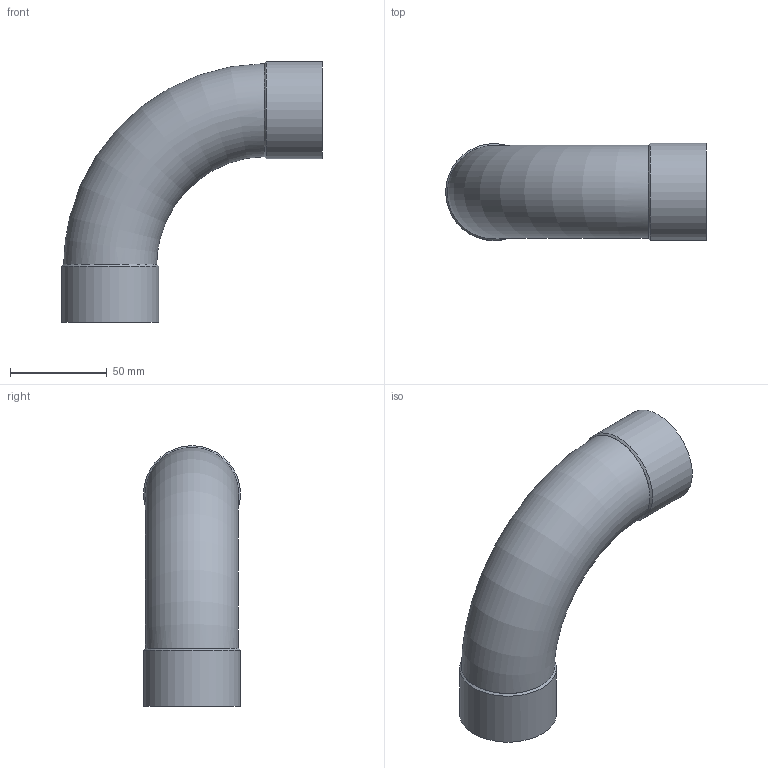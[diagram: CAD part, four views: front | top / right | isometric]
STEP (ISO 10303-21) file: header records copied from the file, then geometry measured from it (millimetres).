
FILE_DESCRIPTION(/* description */ (''),/* implementation_level */ '2;1');
FILE_NAME(/* name */ '40大弯.stp',/* time_stamp */ '2023-12-06T08:05:51+08:00',/* author */ (''),/* organization */ (''),/* preprocessor_version */ 'ST-DEVELOPER v16',/* originating_system */ 'SIEMENS PLM Software NX 10.0',/* authorisation */ '');
FILE_SCHEMA (('AUTOMOTIVE_DESIGN { 1 0 10303 214 3 1 1 1 }'));
Length unit declared in the file: millimetre
Products named in the file (1): gelv178029997xf5
Bounding box: 134.5 x 50 x 134.5 mm (x, y, z)
Volume: 111563.1 mm3; surface area: 52821.4 mm2
Topology: 1 solids, 1 shells, 14 faces, 34 edges, 22 vertices
Faces by surface type: cylinder 4, plane 4, cone 2, torus 2, bspline 2
Full cylindrical faces by diameter (mm): 40 x2, 50 x2
Entity records: 1290 total; most frequent: CARTESIAN_POINT 1023, DIRECTION 42, ORIENTED_EDGE 36, EDGE_LOOP 26, FACE_BOUND 24, AXIS2_PLACEMENT_3D 21, EDGE_CURVE 18, VERTEX_POINT 16
